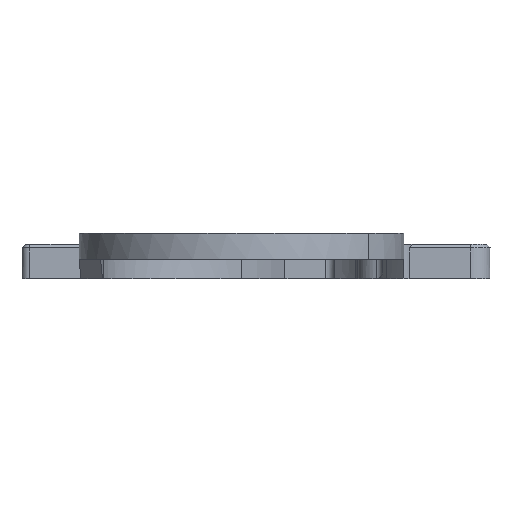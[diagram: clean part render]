
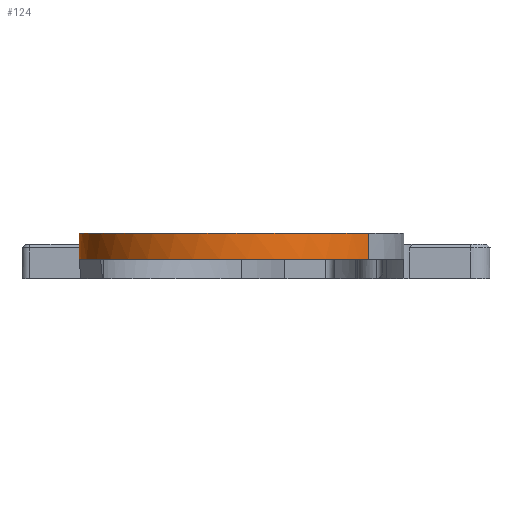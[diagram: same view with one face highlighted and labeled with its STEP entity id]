
A CAD part, left-side view. The second image highlights one B-rep face of the part: STEP entity #124.
In plain terms, the highlighted cylindrical face has radius 21.016 mm (diameter 42.032 mm), a partial arc.
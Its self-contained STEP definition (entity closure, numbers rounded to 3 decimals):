
#124=ADVANCED_FACE('',(#305),#2760,.T.);
#305=FACE_OUTER_BOUND('',#486,.T.);
#486=EDGE_LOOP('',(#1046,#1047,#1048,#1049,#1050,#1051,#1052,#1053));
#1046=ORIENTED_EDGE('',*,*,#1876,.T.);
#1047=ORIENTED_EDGE('',*,*,#1724,.T.);
#1048=ORIENTED_EDGE('',*,*,#1798,.F.);
#1049=ORIENTED_EDGE('',*,*,#1707,.T.);
#1050=ORIENTED_EDGE('',*,*,#1810,.T.);
#1051=ORIENTED_EDGE('',*,*,#1796,.T.);
#1052=ORIENTED_EDGE('',*,*,#1883,.F.);
#1053=ORIENTED_EDGE('',*,*,#1882,.T.);
#1707=EDGE_CURVE('',#2513,#2512,#2055,.T.);
#1724=EDGE_CURVE('',#2531,#2532,#2068,.T.);
#1796=EDGE_CURVE('',#2533,#2534,#2282,.T.);
#1798=EDGE_CURVE('',#2513,#2532,#2091,.T.);
#1810=EDGE_CURVE('',#2512,#2533,#2098,.T.);
#1876=EDGE_CURVE('',#2594,#2531,#2124,.T.);
#1882=EDGE_CURVE('',#2596,#2594,#2333,.T.);
#1883=EDGE_CURVE('',#2596,#2534,#2334,.T.);
#2055=(
BOUNDED_CURVE()
B_SPLINE_CURVE(1,(#4531,#4532),.UNSPECIFIED.,.F.,.F.)
B_SPLINE_CURVE_WITH_KNOTS((2,2),(-1.957,-0.559),
 .UNSPECIFIED.)
CURVE()
GEOMETRIC_REPRESENTATION_ITEM()
RATIONAL_B_SPLINE_CURVE((1.,1.))
REPRESENTATION_ITEM('')
);
#2068=(
BOUNDED_CURVE()
B_SPLINE_CURVE(1,(#4587,#4588),.UNSPECIFIED.,.F.,.F.)
B_SPLINE_CURVE_WITH_KNOTS((2,2),(0.,3.398),.UNSPECIFIED.)
CURVE()
GEOMETRIC_REPRESENTATION_ITEM()
RATIONAL_B_SPLINE_CURVE((1.,1.))
REPRESENTATION_ITEM('')
);
#2091=(
BOUNDED_CURVE()
B_SPLINE_CURVE(2,(#4827,#4828,#4829,#4830,#4831,#4832,#4833,#4834,#4835,
#4836,#4837,#4838,#4839),.UNSPECIFIED.,.F.,.F.)
B_SPLINE_CURVE_WITH_KNOTS((3,2,2,2,2,2,3),(21.936,33.012,
46.427,48.004,66.024,99.036,132.048),
 .UNSPECIFIED.)
CURVE()
GEOMETRIC_REPRESENTATION_ITEM()
RATIONAL_B_SPLINE_CURVE((1.,0.967,1.,0.881,0.859,
0.856,0.855,0.84,1.,0.707,
1.,0.707,1.))
REPRESENTATION_ITEM('')
);
#2098=(
BOUNDED_CURVE()
B_SPLINE_CURVE(2,(#4868,#4869,#4870,#4871,#4872,#4873,#4874),
 .UNSPECIFIED.,.F.,.F.)
B_SPLINE_CURVE_WITH_KNOTS((3,2,2,3),(21.936,46.935,49.393,
76.85),.UNSPECIFIED.)
CURVE()
GEOMETRIC_REPRESENTATION_ITEM()
RATIONAL_B_SPLINE_CURVE((1.,0.816,0.967,0.982,
1.,0.798,1.))
REPRESENTATION_ITEM('')
);
#2124=(
BOUNDED_CURVE()
B_SPLINE_CURVE(2,(#5096,#5097,#5098,#5099,#5100),.UNSPECIFIED.,.F.,.F.)
B_SPLINE_CURVE_WITH_KNOTS((3,2,3),(79.743,99.036,132.048),
 .UNSPECIFIED.)
CURVE()
GEOMETRIC_REPRESENTATION_ITEM()
RATIONAL_B_SPLINE_CURVE((1.,0.895,1.,0.707,1.))
REPRESENTATION_ITEM('')
);
#2282=B_SPLINE_CURVE_WITH_KNOTS('',3,(#4821,#4822,#4823,#4824),
 .UNSPECIFIED.,.F.,.F.,(4,4),(0.,0.711),.UNSPECIFIED.);
#2333=B_SPLINE_CURVE_WITH_KNOTS('',3,(#5130,#5131,#5132,#5133,#5134,#5135,
#5136,#5137,#5138,#5139,#5140,#5141),.UNSPECIFIED.,.F.,.F.,(4,1,1,1,1,1,
1,1,1,4),(-3.543,-3.148,-2.754,-2.36,
-1.966,-1.572,-1.179,-0.786,
-0.393,0.),.UNSPECIFIED.);
#2334=B_SPLINE_CURVE_WITH_KNOTS('',1,(#5142,#5143,#5144),.UNSPECIFIED.,
 .F.,.F.,(2,1,2),(-2.455,0.045,1.545),
 .UNSPECIFIED.);
#2512=VERTEX_POINT('',#3684);
#2513=VERTEX_POINT('',#3685);
#2531=VERTEX_POINT('',#3703);
#2532=VERTEX_POINT('',#3704);
#2533=VERTEX_POINT('',#3705);
#2534=VERTEX_POINT('',#3706);
#2594=VERTEX_POINT('',#3766);
#2596=VERTEX_POINT('',#3768);
#2760=CYLINDRICAL_SURFACE('',#2889,21.016);
#2889=AXIS2_PLACEMENT_3D('',#3329,#3042,$);
#3042=DIRECTION('',(0.,0.,1.));
#3329=CARTESIAN_POINT('',(76.204,-8.988,11.599));
#3684=CARTESIAN_POINT('',(84.122,-28.456,13.15));
#3685=CARTESIAN_POINT('',(84.122,-28.456,14.548));
#3703=CARTESIAN_POINT('',(63.153,-25.461,11.15));
#3704=CARTESIAN_POINT('',(63.153,-25.461,14.548));
#3705=CARTESIAN_POINT('',(79.714,11.733,13.15));
#3706=CARTESIAN_POINT('',(79.214,11.811,12.65));
#3766=CARTESIAN_POINT('',(76.714,12.022,11.15));
#3768=CARTESIAN_POINT('',(79.214,11.811,8.65));
#4531=CARTESIAN_POINT('',(84.122,-28.456,14.548));
#4532=CARTESIAN_POINT('',(84.122,-28.456,13.15));
#4587=CARTESIAN_POINT('',(63.153,-25.461,11.15));
#4588=CARTESIAN_POINT('',(63.153,-25.461,14.548));
#4821=CARTESIAN_POINT('',(79.714,11.733,13.15));
#4822=CARTESIAN_POINT('',(79.547,11.761,12.984));
#4823=CARTESIAN_POINT('',(79.381,11.787,12.817));
#4824=CARTESIAN_POINT('',(79.214,11.811,12.65));
#4827=CARTESIAN_POINT('',(84.122,-28.456,14.548));
#4828=CARTESIAN_POINT('',(89.244,-26.373,14.548));
#4829=CARTESIAN_POINT('',(92.677,-22.039,14.548));
#4830=CARTESIAN_POINT('',(96.934,-16.666,14.548));
#4831=CARTESIAN_POINT('',(97.204,-9.817,14.548));
#4832=CARTESIAN_POINT('',(97.237,-8.988,14.548));
#4833=CARTESIAN_POINT('',(97.204,-8.159,14.548));
#4834=CARTESIAN_POINT('',(96.823,1.489,14.548));
#4835=CARTESIAN_POINT('',(89.255,7.485,14.548));
#4836=CARTESIAN_POINT('',(72.782,20.536,14.548));
#4837=CARTESIAN_POINT('',(59.731,4.063,14.548));
#4838=CARTESIAN_POINT('',(46.68,-12.41,14.548));
#4839=CARTESIAN_POINT('',(63.153,-25.461,14.548));
#4868=CARTESIAN_POINT('',(84.122,-28.456,13.15));
#4869=CARTESIAN_POINT('',(97.212,-23.132,13.15));
#4870=CARTESIAN_POINT('',(97.22,-9.,13.15));
#4871=CARTESIAN_POINT('',(97.221,-7.845,13.15));
#4872=CARTESIAN_POINT('',(97.095,-6.697,13.15));
#4873=CARTESIAN_POINT('',(95.364,9.082,13.15));
#4874=CARTESIAN_POINT('',(79.714,11.733,13.15));
#5096=CARTESIAN_POINT('',(76.714,12.022,11.15));
#5097=CARTESIAN_POINT('',(66.238,12.276,11.15));
#5098=CARTESIAN_POINT('',(59.731,4.063,11.15));
#5099=CARTESIAN_POINT('',(46.68,-12.41,11.15));
#5100=CARTESIAN_POINT('',(63.153,-25.461,11.15));
#5130=CARTESIAN_POINT('',(79.214,11.811,8.65));
#5131=CARTESIAN_POINT('',(79.121,11.825,8.743));
#5132=CARTESIAN_POINT('',(78.936,11.85,8.928));
#5133=CARTESIAN_POINT('',(78.658,11.885,9.205));
#5134=CARTESIAN_POINT('',(78.381,11.916,9.483));
#5135=CARTESIAN_POINT('',(78.103,11.943,9.761));
#5136=CARTESIAN_POINT('',(77.825,11.966,10.039));
#5137=CARTESIAN_POINT('',(77.547,11.986,10.317));
#5138=CARTESIAN_POINT('',(77.27,12.002,10.594));
#5139=CARTESIAN_POINT('',(76.992,12.014,10.872));
#5140=CARTESIAN_POINT('',(76.807,12.02,11.057));
#5141=CARTESIAN_POINT('',(76.714,12.022,11.15));
#5142=CARTESIAN_POINT('',(79.214,11.811,8.65));
#5143=CARTESIAN_POINT('',(79.214,11.811,11.15));
#5144=CARTESIAN_POINT('',(79.214,11.811,12.65));
